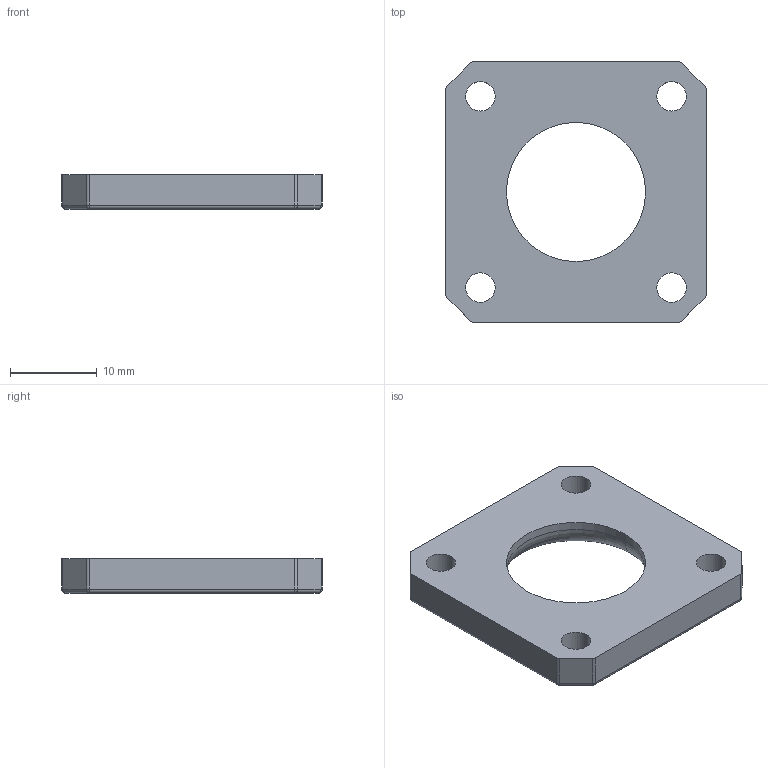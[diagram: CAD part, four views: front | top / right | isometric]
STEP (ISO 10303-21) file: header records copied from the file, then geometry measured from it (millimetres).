
FILE_DESCRIPTION (( 'STEP AP214' ), '1' );
FILE_NAME ('couvercle.corrigé.STEP', '2015-12-07T20:24:57', ( '' ), ( '' ), 'SwSTEP 2.0', 'SolidWorks 2015', '' );
FILE_SCHEMA (( 'AUTOMOTIVE_DESIGN' ));
Length unit declared in the file: millimetre
Products named in the file (1): couvercle.corrigé
Bounding box: 30 x 30 x 4 mm (x, y, z)
Volume: 2421.8 mm3; surface area: 2003.5 mm2
Topology: 1 solids, 1 shells, 54 faces, 126 edges, 70 vertices
Faces by surface type: cylinder 26, plane 10, cone 8, sphere 8, torus 2
Entity records: 1552 total; most frequent: DIRECTION 296, CARTESIAN_POINT 247, ORIENTED_EDGE 244, EDGE_CURVE 122, AXIS2_PLACEMENT_3D 119, VERTEX_POINT 70, EDGE_LOOP 64, CIRCLE 64
